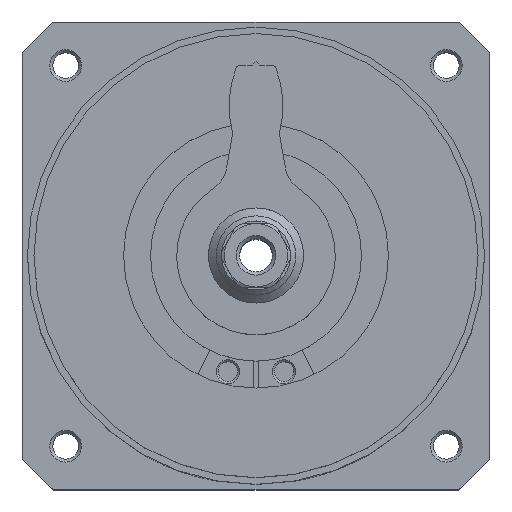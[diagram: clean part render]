
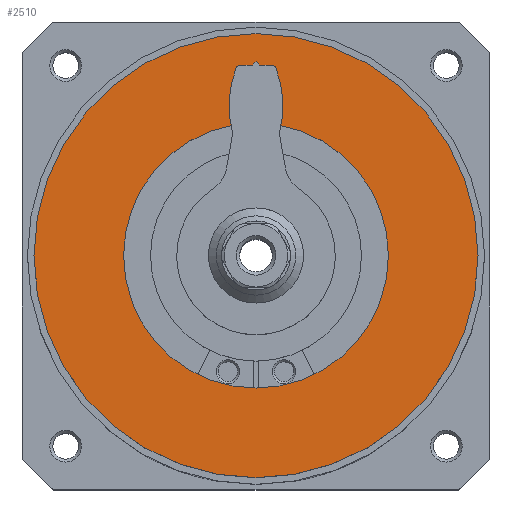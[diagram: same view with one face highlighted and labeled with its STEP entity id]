
A CAD part, top view. The second image highlights one B-rep face of the part: STEP entity #2510.
In plain terms, the highlighted face is planar.
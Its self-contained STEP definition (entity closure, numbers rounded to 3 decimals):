
#117=PLANE('',#2770);
#468=ORIENTED_EDGE('',*,*,#1046,.F.);
#469=ORIENTED_EDGE('',*,*,#1047,.T.);
#1046=EDGE_CURVE('',#1345,#1345,#1587,.T.);
#1047=EDGE_CURVE('',#1346,#1346,#1588,.T.);
#1345=VERTEX_POINT('',#4116);
#1346=VERTEX_POINT('',#4118);
#1587=CIRCLE('',#2771,28.);
#1588=CIRCLE('',#2772,16.7);
#1796=EDGE_LOOP('',(#468));
#1797=EDGE_LOOP('',(#469));
#2131=FACE_BOUND('',#1796,.T.);
#2132=FACE_BOUND('',#1797,.T.);
#2510=ADVANCED_FACE('',(#2131,#2132),#117,.F.);
#2770=AXIS2_PLACEMENT_3D('',#4114,#3233,#3234);
#2771=AXIS2_PLACEMENT_3D('',#4115,#3235,#3236);
#2772=AXIS2_PLACEMENT_3D('',#4117,#3237,#3238);
#3233=DIRECTION('',(1.,0.,0.));
#3234=DIRECTION('',(0.,0.,-1.));
#3235=DIRECTION('',(1.,0.,0.));
#3236=DIRECTION('',(0.,0.,-1.));
#3237=DIRECTION('',(1.,0.,0.));
#3238=DIRECTION('',(0.,0.,-1.));
#4114=CARTESIAN_POINT('',(-31.,0.,0.));
#4115=CARTESIAN_POINT('',(-31.,0.,0.));
#4116=CARTESIAN_POINT('',(-31.,0.,-28.));
#4117=CARTESIAN_POINT('',(-31.,0.,0.));
#4118=CARTESIAN_POINT('',(-31.,0.,-16.7));
